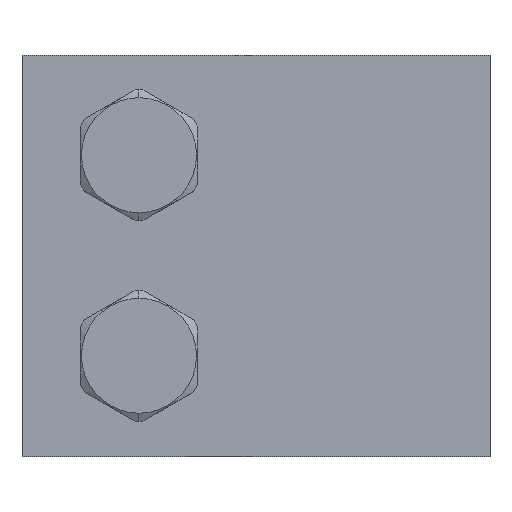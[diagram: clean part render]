
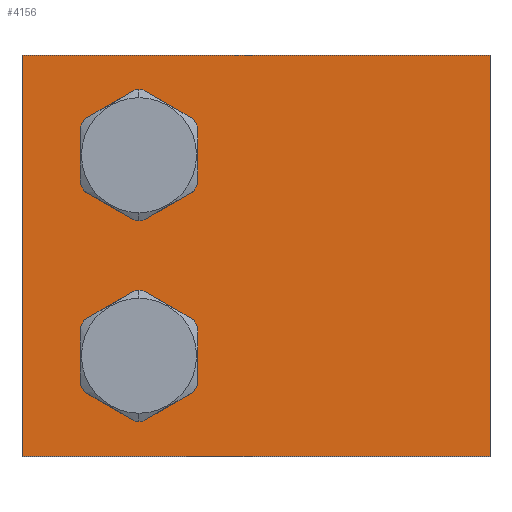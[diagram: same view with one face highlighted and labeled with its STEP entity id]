
A CAD part, top view. The second image highlights one B-rep face of the part: STEP entity #4156.
In plain terms, the highlighted planar face has unit normal (0, 0, 1).
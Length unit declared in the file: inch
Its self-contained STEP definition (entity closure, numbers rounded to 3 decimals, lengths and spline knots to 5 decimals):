
#163=DIRECTION('',(0.,-1.,0.));
#164=VECTOR('',#163,3.);
#165=CARTESIAN_POINT('',(0.,0.,3.));
#166=LINE('',#165,#164);
#167=DIRECTION('',(-1.,0.,0.));
#168=VECTOR('',#167,3.5);
#169=CARTESIAN_POINT('',(3.5,0.,3.));
#170=LINE('',#169,#168);
#171=DIRECTION('',(0.,1.,0.));
#172=VECTOR('',#171,3.);
#173=CARTESIAN_POINT('',(3.5,-3.,3.));
#174=LINE('',#173,#172);
#175=DIRECTION('',(1.,0.,0.));
#176=VECTOR('',#175,3.5);
#177=CARTESIAN_POINT('',(0.,-3.,3.));
#178=LINE('',#177,#176);
#179=CARTESIAN_POINT('',(0.875,-0.75,3.));
#180=DIRECTION('',(0.,0.,-1.));
#181=DIRECTION('',(-1.,0.,0.));
#182=AXIS2_PLACEMENT_3D('',#179,#180,#181);
#184=CARTESIAN_POINT('',(0.875,-0.75,3.));
#185=DIRECTION('',(0.,0.,-1.));
#186=DIRECTION('',(1.,0.,0.));
#187=AXIS2_PLACEMENT_3D('',#184,#185,#186);
#189=CARTESIAN_POINT('',(0.875,-2.25,3.));
#190=DIRECTION('',(0.,0.,-1.));
#191=DIRECTION('',(-1.,0.,0.));
#192=AXIS2_PLACEMENT_3D('',#189,#190,#191);
#194=CARTESIAN_POINT('',(0.875,-2.25,3.));
#195=DIRECTION('',(0.,0.,-1.));
#196=DIRECTION('',(1.,0.,0.));
#197=AXIS2_PLACEMENT_3D('',#194,#195,#196);
#3485=CARTESIAN_POINT('',(0.,0.,3.));
#3486=CARTESIAN_POINT('',(0.,-3.,3.));
#3487=VERTEX_POINT('',#3485);
#3488=VERTEX_POINT('',#3486);
#3489=CARTESIAN_POINT('',(3.5,-3.,3.));
#3490=VERTEX_POINT('',#3489);
#3491=CARTESIAN_POINT('',(3.5,0.,3.));
#3492=VERTEX_POINT('',#3491);
#3533=CARTESIAN_POINT('',(0.4445,-0.75,3.));
#3534=CARTESIAN_POINT('',(1.3055,-0.75,3.));
#3535=VERTEX_POINT('',#3533);
#3536=VERTEX_POINT('',#3534);
#3581=CARTESIAN_POINT('',(0.4445,-2.25,3.));
#3582=CARTESIAN_POINT('',(1.3055,-2.25,3.));
#3583=VERTEX_POINT('',#3581);
#3584=VERTEX_POINT('',#3582);
#4133=CARTESIAN_POINT('',(0.,0.,3.));
#4134=DIRECTION('',(0.,0.,1.));
#4135=DIRECTION('',(1.,0.,0.));
#4136=AXIS2_PLACEMENT_3D('',#4133,#4134,#4135);
#4137=PLANE('',#4136);
#4138=ORIENTED_EDGE('',*,*,#4013,.F.);
#4139=ORIENTED_EDGE('',*,*,#4046,.F.);
#4140=ORIENTED_EDGE('',*,*,#4072,.F.);
#4141=ORIENTED_EDGE('',*,*,#4109,.F.);
#4142=EDGE_LOOP('',(#4138,#4139,#4140,#4141));
#4143=FACE_OUTER_BOUND('',#4142,.F.);
#4145=ORIENTED_EDGE('',*,*,#4144,.F.);
#4147=ORIENTED_EDGE('',*,*,#4146,.F.);
#4148=EDGE_LOOP('',(#4145,#4147));
#4149=FACE_BOUND('',#4148,.F.);
#4151=ORIENTED_EDGE('',*,*,#4150,.F.);
#4153=ORIENTED_EDGE('',*,*,#4152,.F.);
#4154=EDGE_LOOP('',(#4151,#4153));
#4155=FACE_BOUND('',#4154,.F.);
#4156=ADVANCED_FACE('',(#4143,#4149,#4155),#4137,.T.);
#183=CIRCLE('',#182,0.4305);
#188=CIRCLE('',#187,0.4305);
#193=CIRCLE('',#192,0.4305);
#198=CIRCLE('',#197,0.4305);
#4013=EDGE_CURVE('',#3487,#3488,#166,.T.);
#4046=EDGE_CURVE('',#3492,#3487,#170,.T.);
#4072=EDGE_CURVE('',#3490,#3492,#174,.T.);
#4109=EDGE_CURVE('',#3488,#3490,#178,.T.);
#4144=EDGE_CURVE('',#3535,#3536,#183,.T.);
#4146=EDGE_CURVE('',#3536,#3535,#188,.T.);
#4150=EDGE_CURVE('',#3583,#3584,#193,.T.);
#4152=EDGE_CURVE('',#3584,#3583,#198,.T.);
